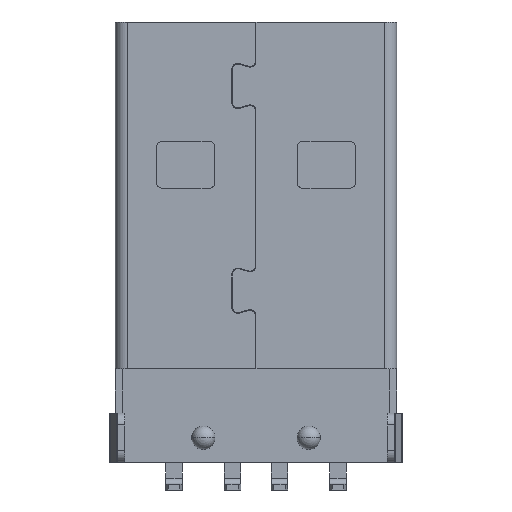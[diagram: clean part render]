
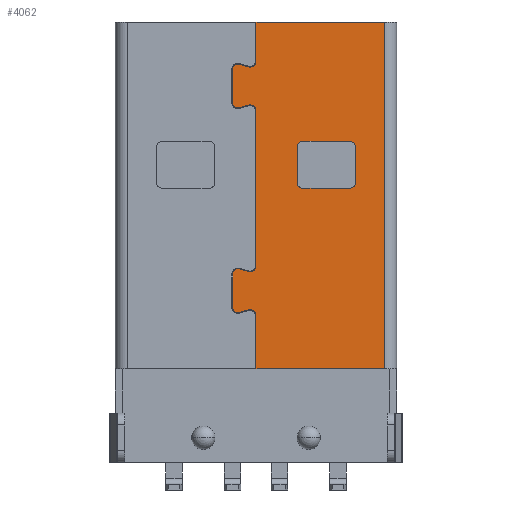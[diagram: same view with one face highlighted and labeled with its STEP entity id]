
A CAD part, front view. The second image highlights one B-rep face of the part: STEP entity #4062.
In plain terms, the highlighted planar face has unit normal (0, -1, 0).
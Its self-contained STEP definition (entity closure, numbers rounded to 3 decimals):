
#17=DIRECTION('',(0.,0.,-1.));
#18=VECTOR('',#17,1.5);
#19=CARTESIAN_POINT('',(1.75,0.,-5.35));
#20=LINE('',#19,#18);
#21=DIRECTION('',(1.,0.,0.));
#22=VECTOR('',#21,2.);
#23=CARTESIAN_POINT('',(2.,0.,-7.1));
#24=LINE('',#23,#22);
#25=DIRECTION('',(0.,0.,1.));
#26=VECTOR('',#25,1.5);
#27=CARTESIAN_POINT('',(4.25,0.,-6.85));
#28=LINE('',#27,#26);
#29=DIRECTION('',(-1.,0.,0.));
#30=VECTOR('',#29,2.);
#31=CARTESIAN_POINT('',(4.,0.,-5.1));
#32=LINE('',#31,#30);
#33=DIRECTION('',(0.,0.,1.));
#34=VECTOR('',#33,14.8);
#35=CARTESIAN_POINT('',(5.5,0.,-14.8));
#36=LINE('',#35,#34);
#37=DIRECTION('',(1.,0.,0.));
#38=VECTOR('',#37,5.5);
#39=CARTESIAN_POINT('',(0.,0.,-14.8));
#40=LINE('',#39,#38);
#41=DIRECTION('',(0.,0.,1.));
#42=VECTOR('',#41,2.274);
#43=CARTESIAN_POINT('',(0.,0.,-14.8));
#44=LINE('',#43,#42);
#45=DIRECTION('',(-0.966,0.,-0.259));
#46=VECTOR('',#45,0.423);
#47=CARTESIAN_POINT('',(-0.315,0.,-12.284));
#48=LINE('',#47,#46);
#49=CARTESIAN_POINT('',(-0.78,0.,-12.181));
#50=DIRECTION('',(0.,-1.,0.));
#51=DIRECTION('',(-1.,0.,0.));
#52=AXIS2_PLACEMENT_3D('',#49,#50,#51);
#54=DIRECTION('',(0.,0.,1.));
#55=VECTOR('',#54,1.427);
#56=CARTESIAN_POINT('',(-1.,0.,-12.181));
#57=LINE('',#56,#55);
#58=CARTESIAN_POINT('',(-0.78,0.,-10.755));
#59=DIRECTION('',(0.,-1.,0.));
#60=DIRECTION('',(0.259,0.,0.966));
#61=AXIS2_PLACEMENT_3D('',#58,#59,#60);
#63=DIRECTION('',(0.966,0.,-0.259));
#64=VECTOR('',#63,0.423);
#65=CARTESIAN_POINT('',(-0.723,0.,-10.542));
#66=LINE('',#65,#64);
#67=DIRECTION('',(0.,0.,1.));
#68=VECTOR('',#67,6.62);
#69=CARTESIAN_POINT('',(0.,0.,-10.41));
#70=LINE('',#69,#68);
#71=DIRECTION('',(-0.966,0.,-0.259));
#72=VECTOR('',#71,0.423);
#73=CARTESIAN_POINT('',(-0.315,0.,-3.548));
#74=LINE('',#73,#72);
#75=CARTESIAN_POINT('',(-0.78,0.,-3.445));
#76=DIRECTION('',(0.,-1.,0.));
#77=DIRECTION('',(-1.,0.,0.));
#78=AXIS2_PLACEMENT_3D('',#75,#76,#77);
#80=DIRECTION('',(0.,0.,1.));
#81=VECTOR('',#80,1.427);
#82=CARTESIAN_POINT('',(-1.,0.,-3.445));
#83=LINE('',#82,#81);
#84=CARTESIAN_POINT('',(-0.78,0.,-2.019));
#85=DIRECTION('',(0.,-1.,0.));
#86=DIRECTION('',(0.259,0.,0.966));
#87=AXIS2_PLACEMENT_3D('',#84,#85,#86);
#89=DIRECTION('',(0.966,0.,-0.259));
#90=VECTOR('',#89,0.423);
#91=CARTESIAN_POINT('',(-0.723,0.,-1.806));
#92=LINE('',#91,#90);
#93=DIRECTION('',(0.,0.,-1.));
#94=VECTOR('',#93,1.674);
#95=CARTESIAN_POINT('',(0.,0.,0.));
#96=LINE('',#95,#94);
#97=DIRECTION('',(1.,0.,0.));
#98=VECTOR('',#97,5.5);
#99=CARTESIAN_POINT('',(0.,0.,0.));
#100=LINE('',#99,#98);
#293=CARTESIAN_POINT('',(2.,0.,-6.85));
#294=DIRECTION('',(0.,1.,0.));
#295=DIRECTION('',(0.,0.,-1.));
#296=AXIS2_PLACEMENT_3D('',#293,#294,#295);
#306=CARTESIAN_POINT('',(4.,0.,-6.85));
#307=DIRECTION('',(0.,1.,0.));
#308=DIRECTION('',(1.,0.,0.));
#309=AXIS2_PLACEMENT_3D('',#306,#307,#308);
#319=CARTESIAN_POINT('',(4.,0.,-5.35));
#320=DIRECTION('',(0.,1.,0.));
#321=DIRECTION('',(0.,0.,1.));
#322=AXIS2_PLACEMENT_3D('',#319,#320,#321);
#332=CARTESIAN_POINT('',(2.,0.,-5.35));
#333=DIRECTION('',(0.,1.,0.));
#334=DIRECTION('',(-1.,0.,0.));
#335=AXIS2_PLACEMENT_3D('',#332,#333,#334);
#1696=CARTESIAN_POINT('',(-0.25,0.,-1.674));
#1697=DIRECTION('',(0.,1.,0.));
#1698=DIRECTION('',(1.,0.,0.));
#1699=AXIS2_PLACEMENT_3D('',#1696,#1697,#1698);
#1847=CARTESIAN_POINT('',(-0.25,0.,-3.79));
#1848=DIRECTION('',(0.,1.,0.));
#1849=DIRECTION('',(-0.259,0.,0.966));
#1850=AXIS2_PLACEMENT_3D('',#1847,#1848,#1849);
#1860=CARTESIAN_POINT('',(-0.25,0.,-10.41));
#1861=DIRECTION('',(0.,1.,0.));
#1862=DIRECTION('',(1.,0.,0.));
#1863=AXIS2_PLACEMENT_3D('',#1860,#1861,#1862);
#1899=CARTESIAN_POINT('',(-0.25,0.,-12.526));
#1900=DIRECTION('',(0.,1.,0.));
#1901=DIRECTION('',(-0.259,0.,0.966));
#1902=AXIS2_PLACEMENT_3D('',#1899,#1900,#1901);
#3517=CARTESIAN_POINT('',(2.,0.,-7.1));
#3518=VERTEX_POINT('',#3517);
#3519=CARTESIAN_POINT('',(1.75,0.,-6.85));
#3520=VERTEX_POINT('',#3519);
#3525=CARTESIAN_POINT('',(1.75,0.,-5.35));
#3526=VERTEX_POINT('',#3525);
#3527=CARTESIAN_POINT('',(2.,0.,-5.1));
#3528=VERTEX_POINT('',#3527);
#3533=CARTESIAN_POINT('',(4.,0.,-5.1));
#3534=VERTEX_POINT('',#3533);
#3535=CARTESIAN_POINT('',(4.25,0.,-5.35));
#3536=VERTEX_POINT('',#3535);
#3541=CARTESIAN_POINT('',(4.25,0.,-6.85));
#3542=VERTEX_POINT('',#3541);
#3543=CARTESIAN_POINT('',(4.,0.,-7.1));
#3544=VERTEX_POINT('',#3543);
#3549=CARTESIAN_POINT('',(0.,0.,0.));
#3551=VERTEX_POINT('',#3549);
#3563=CARTESIAN_POINT('',(0.,0.,-14.8));
#3564=VERTEX_POINT('',#3563);
#3573=CARTESIAN_POINT('',(-1.,0.,-12.181));
#3574=CARTESIAN_POINT('',(-0.723,0.,-12.394));
#3575=VERTEX_POINT('',#3573);
#3576=VERTEX_POINT('',#3574);
#3581=CARTESIAN_POINT('',(-0.723,0.,-10.542));
#3582=CARTESIAN_POINT('',(-1.,0.,-10.755));
#3583=VERTEX_POINT('',#3581);
#3584=VERTEX_POINT('',#3582);
#3605=CARTESIAN_POINT('',(-1.,0.,-3.445));
#3606=CARTESIAN_POINT('',(-0.723,0.,-3.658));
#3607=VERTEX_POINT('',#3605);
#3608=VERTEX_POINT('',#3606);
#3613=CARTESIAN_POINT('',(-0.723,0.,-1.806));
#3614=CARTESIAN_POINT('',(-1.,0.,-2.019));
#3615=VERTEX_POINT('',#3613);
#3616=VERTEX_POINT('',#3614);
#3633=CARTESIAN_POINT('',(0.,0.,-1.674));
#3634=VERTEX_POINT('',#3633);
#3635=CARTESIAN_POINT('',(-0.315,0.,-1.916));
#3636=VERTEX_POINT('',#3635);
#3657=CARTESIAN_POINT('',(-0.315,0.,-3.548));
#3658=VERTEX_POINT('',#3657);
#3659=CARTESIAN_POINT('',(0.,0.,-3.79));
#3660=VERTEX_POINT('',#3659);
#3665=CARTESIAN_POINT('',(0.,0.,-10.41));
#3666=VERTEX_POINT('',#3665);
#3667=CARTESIAN_POINT('',(-0.315,0.,-10.652));
#3668=VERTEX_POINT('',#3667);
#3689=CARTESIAN_POINT('',(-0.315,0.,-12.284));
#3690=VERTEX_POINT('',#3689);
#3691=CARTESIAN_POINT('',(0.,0.,-12.526));
#3692=VERTEX_POINT('',#3691);
#3885=CARTESIAN_POINT('',(5.5,0.,0.));
#3887=VERTEX_POINT('',#3885);
#3891=CARTESIAN_POINT('',(5.5,0.,-14.8));
#3892=VERTEX_POINT('',#3891);
#3997=CARTESIAN_POINT('',(0.,0.,0.));
#3998=DIRECTION('',(0.,1.,0.));
#3999=DIRECTION('',(1.,0.,0.));
#4000=AXIS2_PLACEMENT_3D('',#3997,#3998,#3999);
#4001=PLANE('',#4000);
#4003=ORIENTED_EDGE('',*,*,#4002,.F.);
#4005=ORIENTED_EDGE('',*,*,#4004,.F.);
#4007=ORIENTED_EDGE('',*,*,#4006,.T.);
#4009=ORIENTED_EDGE('',*,*,#4008,.F.);
#4011=ORIENTED_EDGE('',*,*,#4010,.T.);
#4013=ORIENTED_EDGE('',*,*,#4012,.F.);
#4015=ORIENTED_EDGE('',*,*,#4014,.T.);
#4017=ORIENTED_EDGE('',*,*,#4016,.F.);
#4019=ORIENTED_EDGE('',*,*,#4018,.T.);
#4021=ORIENTED_EDGE('',*,*,#4020,.F.);
#4023=ORIENTED_EDGE('',*,*,#4022,.T.);
#4025=ORIENTED_EDGE('',*,*,#4024,.F.);
#4027=ORIENTED_EDGE('',*,*,#4026,.T.);
#4029=ORIENTED_EDGE('',*,*,#4028,.F.);
#4031=ORIENTED_EDGE('',*,*,#4030,.T.);
#4033=ORIENTED_EDGE('',*,*,#4032,.F.);
#4035=ORIENTED_EDGE('',*,*,#4034,.T.);
#4037=ORIENTED_EDGE('',*,*,#4036,.F.);
#4039=ORIENTED_EDGE('',*,*,#4038,.F.);
#4041=ORIENTED_EDGE('',*,*,#4040,.T.);
#4042=EDGE_LOOP('',(#4003,#4005,#4007,#4009,#4011,#4013,#4015,#4017,#4019,#4021,
#4023,#4025,#4027,#4029,#4031,#4033,#4035,#4037,#4039,#4041));
#4043=FACE_OUTER_BOUND('',#4042,.F.);
#4045=ORIENTED_EDGE('',*,*,#4044,.T.);
#4047=ORIENTED_EDGE('',*,*,#4046,.F.);
#4049=ORIENTED_EDGE('',*,*,#4048,.T.);
#4051=ORIENTED_EDGE('',*,*,#4050,.F.);
#4053=ORIENTED_EDGE('',*,*,#4052,.T.);
#4055=ORIENTED_EDGE('',*,*,#4054,.F.);
#4057=ORIENTED_EDGE('',*,*,#4056,.T.);
#4059=ORIENTED_EDGE('',*,*,#4058,.F.);
#4060=EDGE_LOOP('',(#4045,#4047,#4049,#4051,#4053,#4055,#4057,#4059));
#4061=FACE_BOUND('',#4060,.F.);
#53=CIRCLE('',#52,0.22);
#62=CIRCLE('',#61,0.22);
#79=CIRCLE('',#78,0.22);
#88=CIRCLE('',#87,0.22);
#297=CIRCLE('',#296,0.25);
#310=CIRCLE('',#309,0.25);
#323=CIRCLE('',#322,0.25);
#336=CIRCLE('',#335,0.25);
#1700=CIRCLE('',#1699,0.25);
#1851=CIRCLE('',#1850,0.25);
#1864=CIRCLE('',#1863,0.25);
#1903=CIRCLE('',#1902,0.25);
#4002=EDGE_CURVE('',#3892,#3887,#36,.T.);
#4004=EDGE_CURVE('',#3564,#3892,#40,.T.);
#4006=EDGE_CURVE('',#3564,#3692,#44,.T.);
#4008=EDGE_CURVE('',#3690,#3692,#1903,.T.);
#4010=EDGE_CURVE('',#3690,#3576,#48,.T.);
#4012=EDGE_CURVE('',#3575,#3576,#53,.T.);
#4014=EDGE_CURVE('',#3575,#3584,#57,.T.);
#4016=EDGE_CURVE('',#3583,#3584,#62,.T.);
#4018=EDGE_CURVE('',#3583,#3668,#66,.T.);
#4020=EDGE_CURVE('',#3666,#3668,#1864,.T.);
#4022=EDGE_CURVE('',#3666,#3660,#70,.T.);
#4024=EDGE_CURVE('',#3658,#3660,#1851,.T.);
#4026=EDGE_CURVE('',#3658,#3608,#74,.T.);
#4028=EDGE_CURVE('',#3607,#3608,#79,.T.);
#4030=EDGE_CURVE('',#3607,#3616,#83,.T.);
#4032=EDGE_CURVE('',#3615,#3616,#88,.T.);
#4034=EDGE_CURVE('',#3615,#3636,#92,.T.);
#4036=EDGE_CURVE('',#3634,#3636,#1700,.T.);
#4038=EDGE_CURVE('',#3551,#3634,#96,.T.);
#4040=EDGE_CURVE('',#3551,#3887,#100,.T.);
#4044=EDGE_CURVE('',#3526,#3520,#20,.T.);
#4046=EDGE_CURVE('',#3518,#3520,#297,.T.);
#4048=EDGE_CURVE('',#3518,#3544,#24,.T.);
#4050=EDGE_CURVE('',#3542,#3544,#310,.T.);
#4052=EDGE_CURVE('',#3542,#3536,#28,.T.);
#4054=EDGE_CURVE('',#3534,#3536,#323,.T.);
#4056=EDGE_CURVE('',#3534,#3528,#32,.T.);
#4058=EDGE_CURVE('',#3526,#3528,#336,.T.);
#4062=ADVANCED_FACE('',(#4043,#4061),#4001,.F.);
